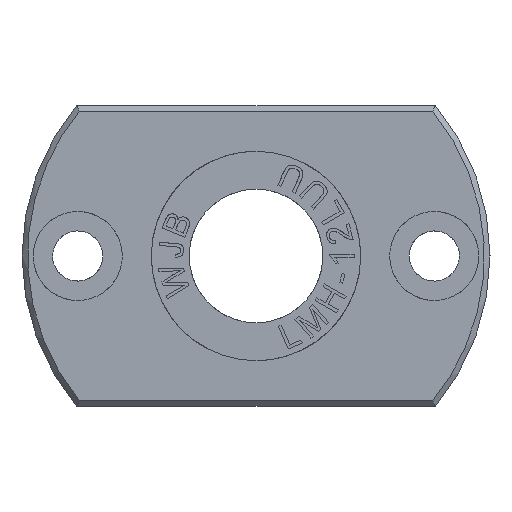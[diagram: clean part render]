
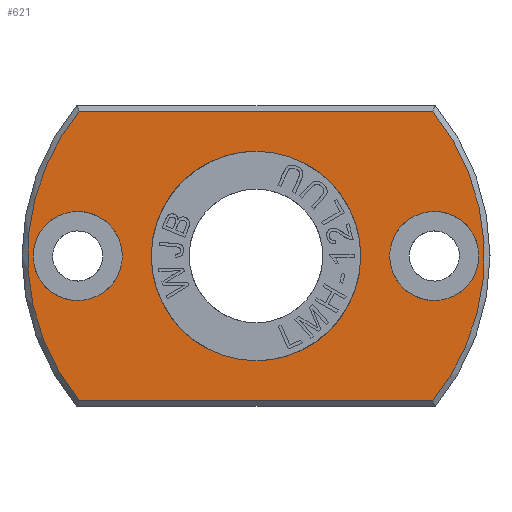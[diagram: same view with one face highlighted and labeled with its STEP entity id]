
A CAD part, left-side view. The second image highlights one B-rep face of the part: STEP entity #621.
In plain terms, the highlighted planar face has unit normal (-1, 0, 0).
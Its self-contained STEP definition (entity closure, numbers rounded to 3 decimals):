
#621=ADVANCED_FACE('',(#1257,#1258,#1259,#1260),#968,.T.);
#968=PLANE('',#6576);
#1257=FACE_BOUND('',#1343,.T.);
#1258=FACE_BOUND('',#1344,.T.);
#1259=FACE_BOUND('',#1345,.T.);
#1260=FACE_BOUND('',#1346,.T.);
#1343=EDGE_LOOP('',(#2445,#2446));
#1344=EDGE_LOOP('',(#2447,#2448));
#1345=EDGE_LOOP('',(#2449,#2450));
#1346=EDGE_LOOP('',(#2451,#2452,#2453,#2454));
#1796=B_SPLINE_CURVE_WITH_KNOTS('',3,(#9744,#9745,#9746,#9747,#9748,#9749),
 .UNSPECIFIED.,.F.,.F.,(4,2,4),(0.,0.5,1.),.UNSPECIFIED.);
#1802=B_SPLINE_CURVE_WITH_KNOTS('',3,(#9777,#9778,#9779,#9780,#9781,#9782,
#9783,#9784,#9785,#9786),.UNSPECIFIED.,.F.,.F.,(4,2,2,2,4),(0.,0.25,0.5,
0.75,1.),.UNSPECIFIED.);
#1803=B_SPLINE_CURVE_WITH_KNOTS('',3,(#9789,#9790,#9791,#9792,#9793,#9794,
#9795,#9796,#9797,#9798),.UNSPECIFIED.,.F.,.F.,(4,2,2,2,4),(0.,0.25,0.5,
0.75,1.),.UNSPECIFIED.);
#1804=B_SPLINE_CURVE_WITH_KNOTS('',3,(#9800,#9801,#9802,#9803,#9804,#9805,
#9806,#9807,#9808,#9809),.UNSPECIFIED.,.F.,.F.,(4,2,2,2,4),(0.,0.25,0.5,
0.75,1.),.UNSPECIFIED.);
#1805=B_SPLINE_CURVE_WITH_KNOTS('',3,(#9812,#9813,#9814,#9815,#9816,#9817,
#9818,#9819,#9820,#9821),.UNSPECIFIED.,.F.,.F.,(4,2,2,2,4),(0.,0.25,0.5,
0.75,1.),.UNSPECIFIED.);
#1806=B_SPLINE_CURVE_WITH_KNOTS('',3,(#9822,#9823,#9824,#9825,#9826,#9827,
#9828,#9829,#9830,#9831),.UNSPECIFIED.,.F.,.F.,(4,2,2,2,4),(0.,0.25,0.5,
0.75,1.),.UNSPECIFIED.);
#1807=B_SPLINE_CURVE_WITH_KNOTS('',3,(#9834,#9835,#9836,#9837,#9838,#9839,
#9840,#9841,#9842,#9843),.UNSPECIFIED.,.F.,.F.,(4,2,2,2,4),(0.,0.25,0.5,
0.75,1.),.UNSPECIFIED.);
#1808=B_SPLINE_CURVE_WITH_KNOTS('',3,(#9844,#9845,#9846,#9847,#9848,#9849),
 .UNSPECIFIED.,.F.,.F.,(4,2,4),(0.,0.5,1.),.UNSPECIFIED.);
#1809=B_SPLINE_CURVE_WITH_KNOTS('',3,(#9852,#9853,#9854,#9855),.UNSPECIFIED.,
 .F.,.F.,(4,4),(0.,1.),.UNSPECIFIED.);
#1810=B_SPLINE_CURVE_WITH_KNOTS('',3,(#9856,#9857,#9858,#9859),.UNSPECIFIED.,
 .F.,.F.,(4,4),(0.,1.),.UNSPECIFIED.);
#2445=ORIENTED_EDGE('',*,*,#4870,.F.);
#2446=ORIENTED_EDGE('',*,*,#4871,.F.);
#2447=ORIENTED_EDGE('',*,*,#4872,.F.);
#2448=ORIENTED_EDGE('',*,*,#4873,.F.);
#2449=ORIENTED_EDGE('',*,*,#4869,.T.);
#2450=ORIENTED_EDGE('',*,*,#4868,.T.);
#2451=ORIENTED_EDGE('',*,*,#4874,.F.);
#2452=ORIENTED_EDGE('',*,*,#4875,.F.);
#2453=ORIENTED_EDGE('',*,*,#4861,.F.);
#2454=ORIENTED_EDGE('',*,*,#4876,.F.);
#4246=VERTEX_POINT('',#9743);
#4247=VERTEX_POINT('',#9750);
#4250=VERTEX_POINT('',#9787);
#4251=VERTEX_POINT('',#9788);
#4252=VERTEX_POINT('',#9810);
#4253=VERTEX_POINT('',#9811);
#4254=VERTEX_POINT('',#9832);
#4255=VERTEX_POINT('',#9833);
#4256=VERTEX_POINT('',#9850);
#4257=VERTEX_POINT('',#9851);
#4861=EDGE_CURVE('',#4246,#4247,#1796,.T.);
#4868=EDGE_CURVE('',#4250,#4251,#1802,.T.);
#4869=EDGE_CURVE('',#4251,#4250,#1803,.T.);
#4870=EDGE_CURVE('',#4252,#4253,#1804,.T.);
#4871=EDGE_CURVE('',#4253,#4252,#1805,.T.);
#4872=EDGE_CURVE('',#4254,#4255,#1806,.T.);
#4873=EDGE_CURVE('',#4255,#4254,#1807,.T.);
#4874=EDGE_CURVE('',#4256,#4257,#1808,.T.);
#4875=EDGE_CURVE('',#4247,#4256,#1809,.T.);
#4876=EDGE_CURVE('',#4257,#4246,#1810,.T.);
#6576=AXIS2_PLACEMENT_3D('',#9860,#7128,#7129);
#7128=DIRECTION('',(-1.,0.,0.));
#7129=DIRECTION('',(0.,0.,1.));
#9743=CARTESIAN_POINT('',(0.,15.851,-13.));
#9744=CARTESIAN_POINT('',(0.,15.851,-13.));
#9745=CARTESIAN_POINT('',(0.,18.827,-9.371));
#9746=CARTESIAN_POINT('',(0.,20.5,-4.694));
#9747=CARTESIAN_POINT('',(0.,20.5,4.694));
#9748=CARTESIAN_POINT('',(0.,18.827,9.371));
#9749=CARTESIAN_POINT('',(0.,15.851,13.));
#9750=CARTESIAN_POINT('',(0.,15.851,13.));
#9777=CARTESIAN_POINT('',(0.,0.,9.4));
#9778=CARTESIAN_POINT('',(0.,-2.47,9.4));
#9779=CARTESIAN_POINT('',(0.,-4.902,8.391));
#9780=CARTESIAN_POINT('',(0.,-8.392,4.902));
#9781=CARTESIAN_POINT('',(0.,-9.4,2.467));
#9782=CARTESIAN_POINT('',(0.,-9.4,-2.467));
#9783=CARTESIAN_POINT('',(0.,-8.391,-4.902));
#9784=CARTESIAN_POINT('',(0.,-4.902,-8.392));
#9785=CARTESIAN_POINT('',(0.,-2.471,-9.4));
#9786=CARTESIAN_POINT('',(0.,0.,-9.4));
#9787=CARTESIAN_POINT('',(0.,0.,9.4));
#9788=CARTESIAN_POINT('',(0.,0.,-9.4));
#9789=CARTESIAN_POINT('',(0.,0.,-9.4));
#9790=CARTESIAN_POINT('',(0.,2.47,-9.4));
#9791=CARTESIAN_POINT('',(0.,4.902,-8.391));
#9792=CARTESIAN_POINT('',(0.,8.392,-4.902));
#9793=CARTESIAN_POINT('',(0.,9.4,-2.467));
#9794=CARTESIAN_POINT('',(0.,9.4,2.467));
#9795=CARTESIAN_POINT('',(0.,8.391,4.902));
#9796=CARTESIAN_POINT('',(0.,4.902,8.392));
#9797=CARTESIAN_POINT('',(0.,2.471,9.4));
#9798=CARTESIAN_POINT('',(0.,0.,9.4));
#9800=CARTESIAN_POINT('',(0.,-20.,0.));
#9801=CARTESIAN_POINT('',(0.,-20.,1.047));
#9802=CARTESIAN_POINT('',(0.,-19.569,2.088));
#9803=CARTESIAN_POINT('',(0.,-18.088,3.569));
#9804=CARTESIAN_POINT('',(0.,-17.047,4.));
#9805=CARTESIAN_POINT('',(0.,-14.953,4.));
#9806=CARTESIAN_POINT('',(0.,-13.912,3.569));
#9807=CARTESIAN_POINT('',(0.,-12.431,2.088));
#9808=CARTESIAN_POINT('',(0.,-12.,1.047));
#9809=CARTESIAN_POINT('',(0.,-12.,0.));
#9810=CARTESIAN_POINT('',(0.,-20.,0.));
#9811=CARTESIAN_POINT('',(0.,-12.,0.));
#9812=CARTESIAN_POINT('',(0.,-12.,0.));
#9813=CARTESIAN_POINT('',(0.,-12.,-1.047));
#9814=CARTESIAN_POINT('',(0.,-12.431,-2.088));
#9815=CARTESIAN_POINT('',(0.,-13.912,-3.569));
#9816=CARTESIAN_POINT('',(0.,-14.953,-4.));
#9817=CARTESIAN_POINT('',(0.,-17.047,-4.));
#9818=CARTESIAN_POINT('',(0.,-18.088,-3.569));
#9819=CARTESIAN_POINT('',(0.,-19.569,-2.088));
#9820=CARTESIAN_POINT('',(0.,-20.,-1.047));
#9821=CARTESIAN_POINT('',(0.,-20.,0.));
#9822=CARTESIAN_POINT('',(0.,12.,0.));
#9823=CARTESIAN_POINT('',(0.,12.,1.047));
#9824=CARTESIAN_POINT('',(0.,12.431,2.088));
#9825=CARTESIAN_POINT('',(0.,13.912,3.569));
#9826=CARTESIAN_POINT('',(0.,14.953,4.));
#9827=CARTESIAN_POINT('',(0.,17.047,4.));
#9828=CARTESIAN_POINT('',(0.,18.088,3.569));
#9829=CARTESIAN_POINT('',(0.,19.569,2.088));
#9830=CARTESIAN_POINT('',(0.,20.,1.047));
#9831=CARTESIAN_POINT('',(0.,20.,0.));
#9832=CARTESIAN_POINT('',(0.,12.,0.));
#9833=CARTESIAN_POINT('',(0.,20.,0.));
#9834=CARTESIAN_POINT('',(0.,20.,0.));
#9835=CARTESIAN_POINT('',(0.,20.,-1.047));
#9836=CARTESIAN_POINT('',(0.,19.569,-2.088));
#9837=CARTESIAN_POINT('',(0.,18.088,-3.569));
#9838=CARTESIAN_POINT('',(0.,17.047,-4.));
#9839=CARTESIAN_POINT('',(0.,14.953,-4.));
#9840=CARTESIAN_POINT('',(0.,13.912,-3.569));
#9841=CARTESIAN_POINT('',(0.,12.431,-2.088));
#9842=CARTESIAN_POINT('',(0.,12.,-1.047));
#9843=CARTESIAN_POINT('',(0.,12.,0.));
#9844=CARTESIAN_POINT('',(0.,-15.851,13.));
#9845=CARTESIAN_POINT('',(0.,-18.827,9.371));
#9846=CARTESIAN_POINT('',(0.,-20.5,4.694));
#9847=CARTESIAN_POINT('',(0.,-20.5,-4.694));
#9848=CARTESIAN_POINT('',(0.,-18.827,-9.371));
#9849=CARTESIAN_POINT('',(0.,-15.851,-13.));
#9850=CARTESIAN_POINT('',(0.,-15.851,13.));
#9851=CARTESIAN_POINT('',(0.,-15.851,-13.));
#9852=CARTESIAN_POINT('',(0.,15.851,13.));
#9853=CARTESIAN_POINT('',(0.,5.284,13.));
#9854=CARTESIAN_POINT('',(0.,-5.284,13.));
#9855=CARTESIAN_POINT('',(0.,-15.851,13.));
#9856=CARTESIAN_POINT('',(0.,-15.851,-13.));
#9857=CARTESIAN_POINT('',(0.,-5.284,-13.));
#9858=CARTESIAN_POINT('',(0.,5.284,-13.));
#9859=CARTESIAN_POINT('',(0.,15.851,-13.));
#9860=CARTESIAN_POINT('',(0.,-20.91,-20.5));
